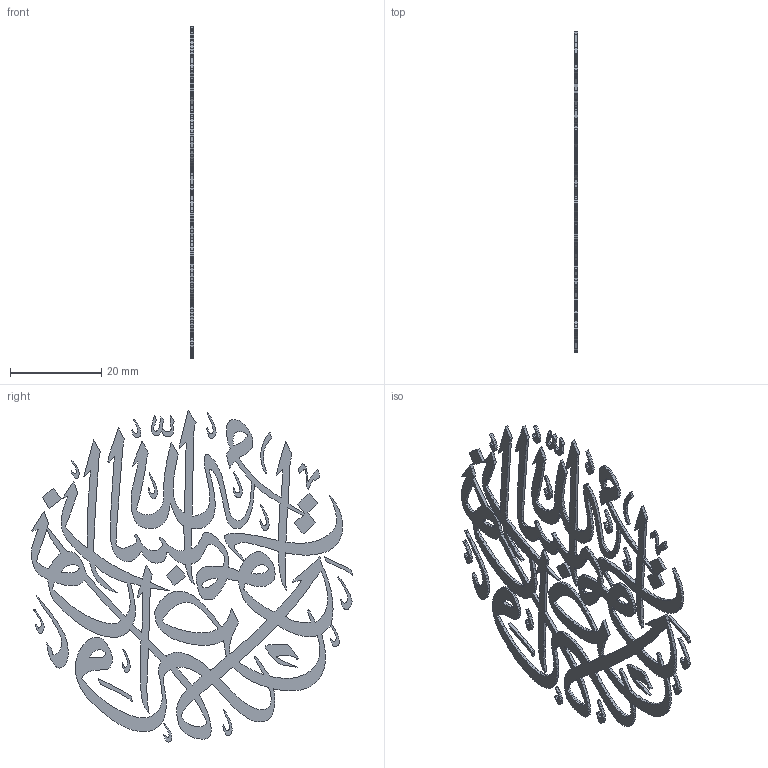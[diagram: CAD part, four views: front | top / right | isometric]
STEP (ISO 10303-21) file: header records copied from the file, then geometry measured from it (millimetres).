
FILE_DESCRIPTION(('FreeCAD Model'),'2;1');
FILE_NAME('Open CASCADE Shape Model','2025-05-04T05:32:19',('FreeCAD'),( 'FreeCAD'),'Open CASCADE STEP processor 7.6','FreeCAD','Unknown');
FILE_SCHEMA(('AUTOMOTIVE_DESIGN { 1 0 10303 214 1 1 1 1 }'));
Products named in the file (1): Open CASCADE STEP translator 7.6 1
Bounding box: 0.7 x 70.28 x 72.59 mm (x, y, z)
Volume: 1118.2 mm3; surface area: 4554.9 mm2
Topology: 21 solids, 21 shells, 3048 faces, 9018 edges, 6012 vertices
Faces by surface type: bspline 3048
Entity records: 90630 total; most frequent: CARTESIAN_POINT 36241, ORIENTED_EDGE 18036, EDGE_CURVE 9018, B_SPLINE_CURVE_WITH_KNOTS 9018, VERTEX_POINT 6012, FACE_BOUND 3076, EDGE_LOOP 3076, ADVANCED_FACE 3048
